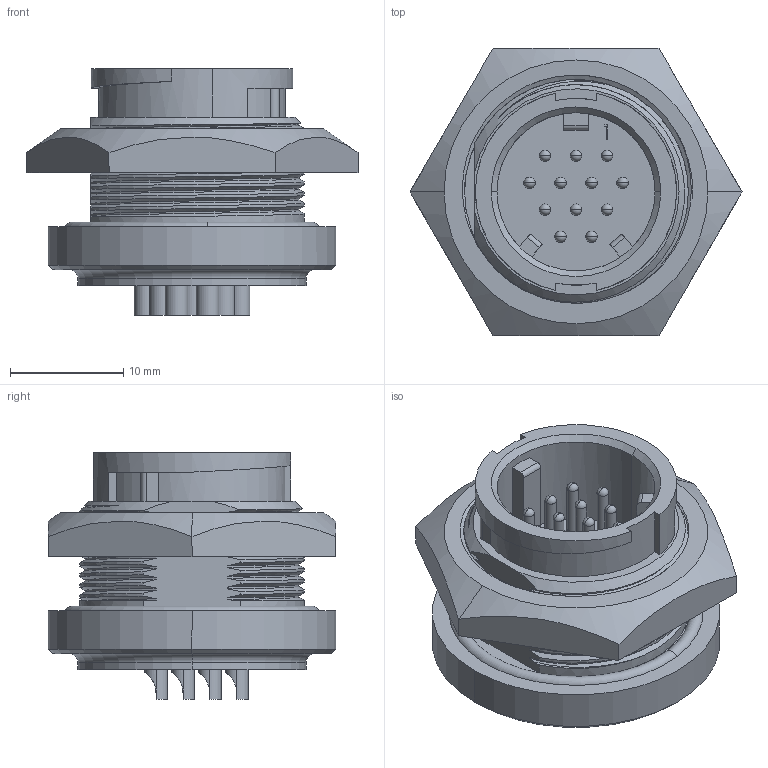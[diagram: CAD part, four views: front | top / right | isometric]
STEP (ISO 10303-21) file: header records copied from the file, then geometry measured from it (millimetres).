
FILE_DESCRIPTION (( 'STEP AP203' ), '1' );
FILE_NAME ('W4282-12PG-300.STEP', '2018-01-12T17:55:31', ( '' ), ( '' ), 'SwSTEP 2.0', 'SolidWorks 2017', '' );
FILE_SCHEMA (( 'CONFIG_CONTROL_DESIGN' ));
Length unit declared in the file: millimetre
Products named in the file (1): W4282-12PG-300
Bounding box: 29.33 x 25.4 x 21.82 mm (x, y, z)
Volume: 5494.2 mm3; surface area: 4671.4 mm2
Topology: 2 solids, 2 shells, 248 faces, 637 edges, 401 vertices
Faces by surface type: cylinder 108, plane 79, bspline 24, sphere 24, cone 9, torus 4
Entity records: 17429 total; most frequent: CARTESIAN_POINT 11865, ORIENTED_EDGE 1178, DIRECTION 1091, EDGE_CURVE 589, AXIS2_PLACEMENT_3D 408, VERTEX_POINT 377, EDGE_LOOP 282, LINE 275
